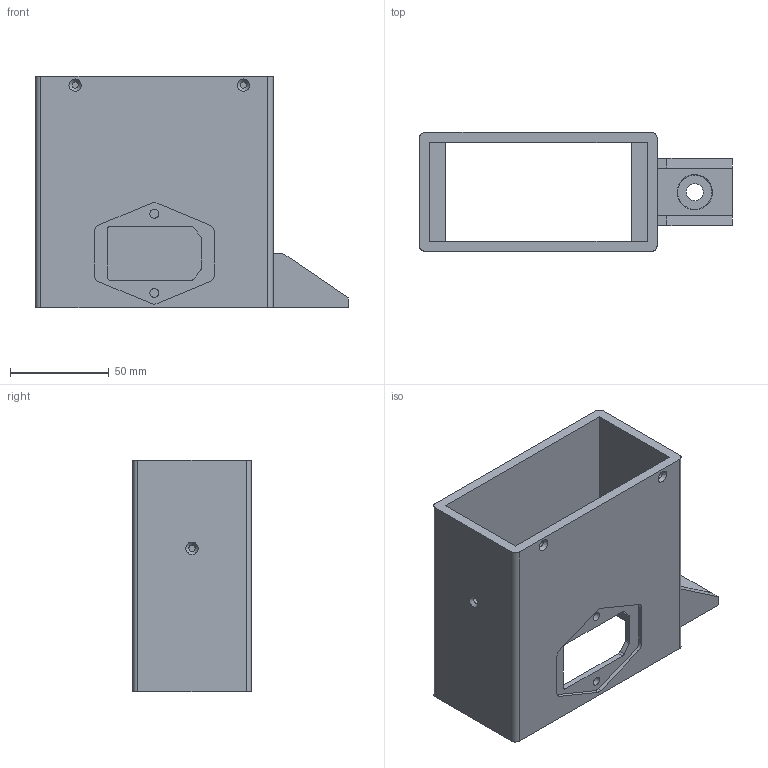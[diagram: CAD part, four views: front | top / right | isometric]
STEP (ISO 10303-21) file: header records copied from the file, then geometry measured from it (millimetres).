
FILE_DESCRIPTION(('FreeCAD Model'),'2;1');
FILE_NAME('power-supply-lower-mount.step','2020-03-09T20:39:25',('Author'),(''), 'Open CASCADE STEP processor 7.3','FreeCAD','Unknown');
FILE_SCHEMA(('AUTOMOTIVE_DESIGN { 1 0 10303 214 1 1 1 1 }'));
Length unit declared in the file: millimetre
Products named in the file (1): power-supply-lower-mount
Bounding box: 158.1 x 60 x 117 mm (x, y, z)
Volume: 203778.6 mm3; surface area: 86550.3 mm2
Topology: 1 solids, 1 shells, 75 faces, 201 edges, 131 vertices
Faces by surface type: plane 48, cylinder 23, cone 3, torus 1
Full cylindrical faces by diameter (mm): 3.2 x3, 4.5 x2, 8.5 x1, 17.25 x1
Entity records: 5080 total; most frequent: CARTESIAN_POINT 972, DIRECTION 782, LINE 503, VECTOR 503, ORIENTED_EDGE 402, PCURVE 402, DEFINITIONAL_REPRESENTATION 402, EDGE_CURVE 201
